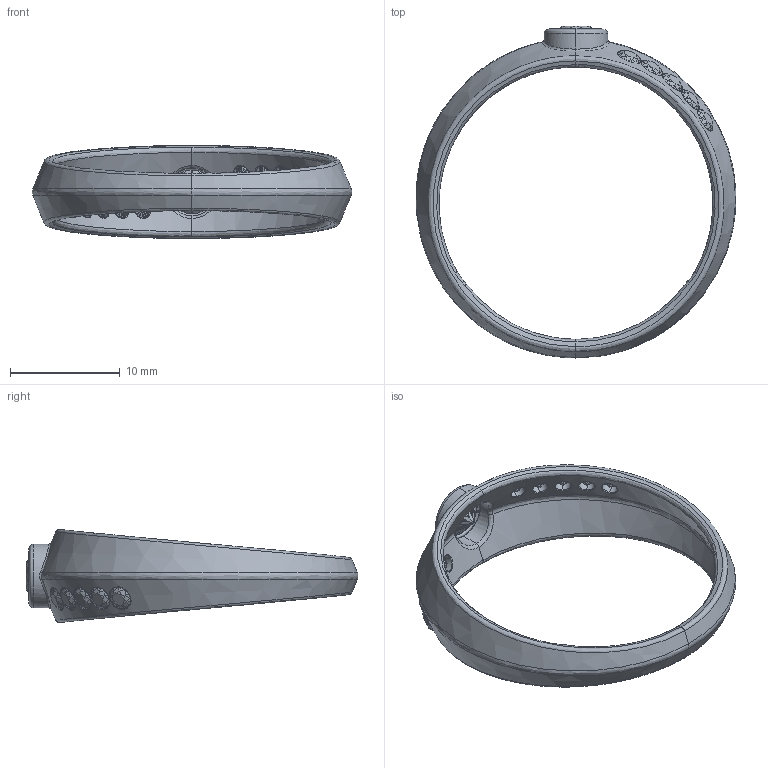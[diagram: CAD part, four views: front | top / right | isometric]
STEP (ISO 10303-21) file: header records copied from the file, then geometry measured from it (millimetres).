
FILE_DESCRIPTION(('FreeCAD Model'),'2;1');
FILE_NAME('Open CASCADE Shape Model','2025-04-27T21:39:16',('FreeCAD'),( 'FreeCAD'),'Open CASCADE STEP processor 7.6','FreeCAD','Unknown');
FILE_SCHEMA(('AUTOMOTIVE_DESIGN { 1 0 10303 214 1 1 1 1 }'));
Products named in the file (1): Open CASCADE STEP translator 7.6 1
Bounding box: 29.17 x 30.28 x 8.5 mm (x, y, z)
Volume: 611.4 mm3; surface area: 1368.8 mm2
Topology: 13 solids, 13 shells, 1288 faces, 2515 edges, 1240 vertices
Faces by surface type: bspline 1288
Entity records: 59303 total; most frequent: CARTESIAN_POINT 43517, ORIENTED_EDGE 5022, EDGE_CURVE 2511, B_SPLINE_CURVE_WITH_KNOTS 2159, FACE_BOUND 1305, EDGE_LOOP 1305, ADVANCED_FACE 1288, VERTEX_POINT 1238
